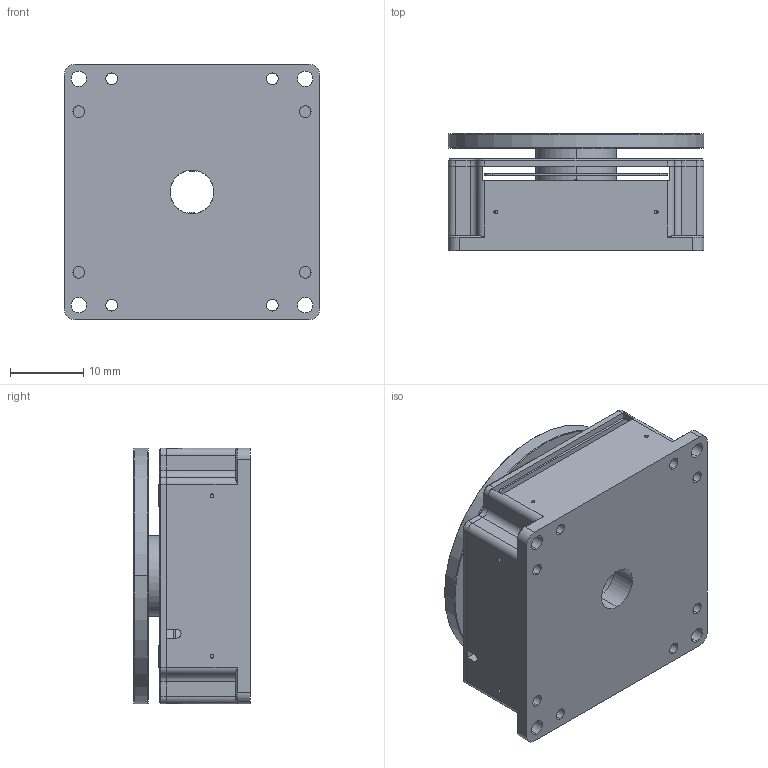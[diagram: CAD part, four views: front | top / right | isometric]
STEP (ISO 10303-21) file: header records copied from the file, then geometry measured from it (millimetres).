
FILE_DESCRIPTION (( 'STEP AP203' ), '1' );
FILE_NAME ('Rotator35 - Web.STEP', '2025-02-11T10:02:18', ( '' ), ( '' ), 'SwSTEP 2.0', 'SolidWorks 2020', '' );
FILE_SCHEMA (( 'CONFIG_CONTROL_DESIGN' ));
Length unit declared in the file: millimetre
Products named in the file (7): 葩璃 蛌粣ver4^Rotator35 - Web; 葩璃 蛌攫 等攫醱^Rotator35 - Web; 葩璃 裔啣^Rotator35 - Web; 葩璃 m2-D3L3.5T0.6^Rotator35 - Web; 葩璃 杶芠^Rotator35 - Web; 复件 铍铜片^Rotator35 - Web; Rotator35 - Web
Assembly tree (11 placements, depth 2):
  Rotator35 - Web
    葩璃 蛌粣ver4^Rotator35 - Web
    复件 铍铜片^Rotator35 - Web
    葩璃 裔啣^Rotator35 - Web
    葩璃 蛌攫 等攫醱^Rotator35 - Web
    葩璃 杶芠^Rotator35 - Web
    葩璃 m2-D3L3.5T0.6^Rotator35 - Web  x6
Bounding box: 35 x 16 x 35 mm (x, y, z)
Volume: 13598.1 mm3; surface area: 11684.1 mm2
Topology: 11 solids, 11 shells, 374 faces, 1022 edges, 654 vertices
Faces by surface type: cylinder 207, plane 115, cone 52
Entity records: 11644 total; most frequent: CARTESIAN_POINT 2423, DIRECTION 1782, ORIENTED_EDGE 1728, EDGE_CURVE 864, AXIS2_PLACEMENT_3D 687, VERTEX_POINT 559, EDGE_LOOP 423, VECTOR 408
